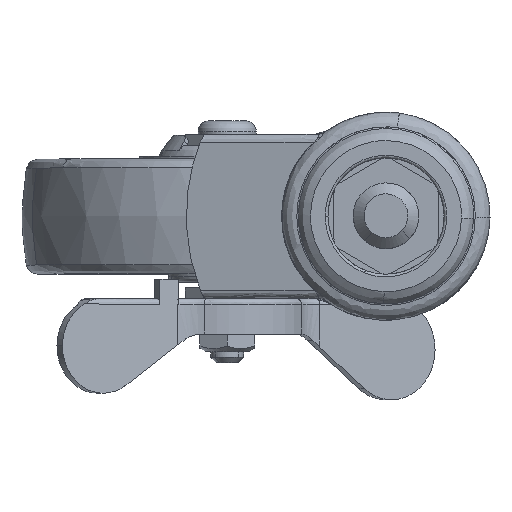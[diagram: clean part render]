
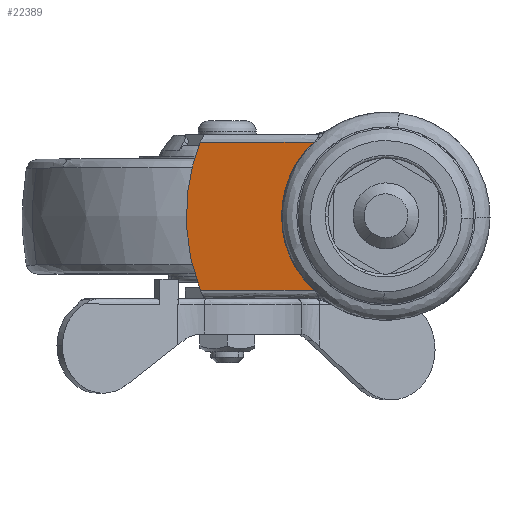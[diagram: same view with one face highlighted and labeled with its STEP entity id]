
A CAD part, top view. The second image highlights one B-rep face of the part: STEP entity #22389.
In plain terms, the highlighted free-form (B-spline) face has degree [1, 1] with [2, 2] control points.
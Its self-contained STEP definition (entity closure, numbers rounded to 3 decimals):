
#20463=CARTESIAN_POINT('',(15.891,13.5,46.568));
#20464=VERTEX_POINT('',#20463);
#20614=CARTESIAN_POINT('',(15.891,-13.5,46.568));
#20615=VERTEX_POINT('',#20614);
#20625=CARTESIAN_POINT('',(15.891,-13.5,46.568));
#20626=CARTESIAN_POINT('',(13.029,-11.032,46.064));
#20627=CARTESIAN_POINT('',(11.452,-7.404,45.786));
#20628=CARTESIAN_POINT('',(9.92,-3.88,45.515));
#20629=CARTESIAN_POINT('',(9.925,0.023,45.516));
#20630=CARTESIAN_POINT('',(9.929,3.916,45.517));
#20631=CARTESIAN_POINT('',(11.463,7.43,45.788));
#20632=CARTESIAN_POINT('',(12.227,9.179,45.922));
#20633=CARTESIAN_POINT('',(13.347,10.721,46.12));
#20634=CARTESIAN_POINT('',(14.485,12.287,46.32));
#20635=CARTESIAN_POINT('',(15.891,13.5,46.568));
#20636=B_SPLINE_CURVE_WITH_KNOTS('',2,(#20625,#20626,#20627,#20628,#20629,#20630,#20631,#20632,#20633,#20634,#20635),.UNSPECIFIED.,.F.,.U.,(3,2,2,2,2,3),(0.0,0.25,0.5,0.75,0.875,1.0),.UNSPECIFIED.);
#20637=EDGE_CURVE('',#20615,#20464,#20636,.T.);
#21373=CARTESIAN_POINT('',(-4.919,-13.5,42.899));
#21374=VERTEX_POINT('',#21373);
#21375=CARTESIAN_POINT('',(-4.919,-13.5,42.899));
#21376=CARTESIAN_POINT('',(15.891,-13.5,46.568));
#21377=QUASI_UNIFORM_CURVE('',1,(#21375,#21376),.UNSPECIFIED.,.F.,.U.);
#21378=EDGE_CURVE('',#21374,#20615,#21377,.T.);
#21441=CARTESIAN_POINT('',(-4.919,13.5,42.899));
#21442=VERTEX_POINT('',#21441);
#21472=CARTESIAN_POINT('',(15.891,13.5,46.568));
#21473=CARTESIAN_POINT('',(-4.919,13.5,42.899));
#21474=QUASI_UNIFORM_CURVE('',1,(#21472,#21473),.UNSPECIFIED.,.F.,.U.);
#21475=EDGE_CURVE('',#20464,#21442,#21474,.T.);
#22329=CARTESIAN_POINT('',(-4.919,-13.5,42.899));
#22330=CARTESIAN_POINT('',(-5.663,-11.629,42.768));
#22331=CARTESIAN_POINT('',(-6.819,-7.828,42.564));
#22332=CARTESIAN_POINT('',(-7.517,-2.598,42.441));
#22333=CARTESIAN_POINT('',(-7.517,2.309,42.441));
#22334=CARTESIAN_POINT('',(-6.881,7.543,42.553));
#22335=CARTESIAN_POINT('',(-5.769,11.361,42.749));
#22336=CARTESIAN_POINT('',(-4.919,13.5,42.899));
#22337=B_SPLINE_CURVE_WITH_KNOTS('',3,(#22329,#22330,#22331,#22332,#22333,#22334,#22335,#22336),.UNSPECIFIED.,.F.,.U.,(4,1,1,1,1,4),(0.,6.054,11.891,15.782,20.755,27.673),.UNSPECIFIED.);
#22338=EDGE_CURVE('',#21374,#21442,#22337,.T.);
#22378=CARTESIAN_POINT('',(17.06,-14.849,46.774));
#22379=CARTESIAN_POINT('',(-8.668,-14.849,42.238));
#22380=CARTESIAN_POINT('',(17.06,14.849,46.774));
#22381=CARTESIAN_POINT('',(-8.668,14.849,42.238));
#22382=B_SPLINE_SURFACE_WITH_KNOTS('',1,1,((#22378,#22380),(#22379,#22381)),.UNSPECIFIED.,.F.,.F.,.U.,(2,2),(2,2),(0.0,26.125),(0.0,29.697),.UNSPECIFIED.);
#22383=ORIENTED_EDGE('',*,*,#21378,.T.);
#22384=ORIENTED_EDGE('',*,*,#20637,.T.);
#22385=ORIENTED_EDGE('',*,*,#21475,.T.);
#22386=ORIENTED_EDGE('',*,*,#22338,.F.);
#22387=EDGE_LOOP('',(#22383,#22384,#22385,#22386));
#22388=FACE_OUTER_BOUND('',#22387,.T.);
#22389=ADVANCED_FACE('',(#22388),#22382,.F.);
